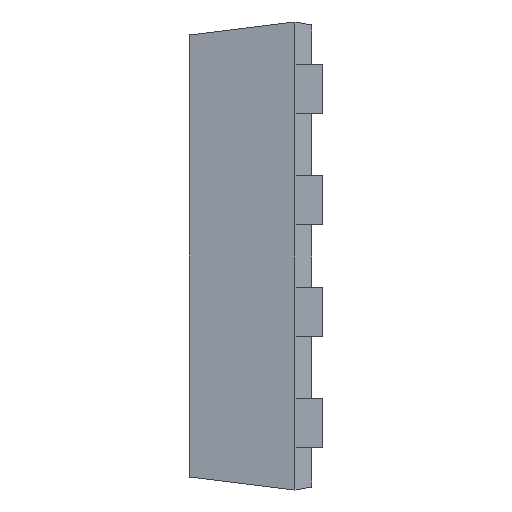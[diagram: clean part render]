
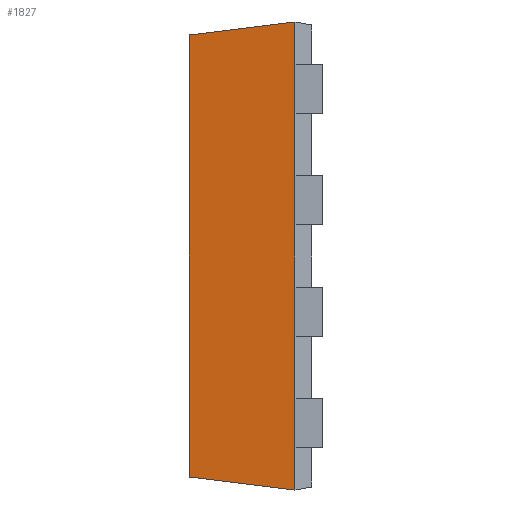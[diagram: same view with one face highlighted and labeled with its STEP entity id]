
A CAD part, left-side view. The second image highlights one B-rep face of the part: STEP entity #1827.
In plain terms, the highlighted planar face has unit normal (-0.993, 0.122, 0).
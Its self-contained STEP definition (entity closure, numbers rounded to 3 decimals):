
#17 = VECTOR ( 'NONE', #1189, 1000. ) ;
#57 = LINE ( 'NONE', #923, #17 ) ;
#88 = DIRECTION ( 'NONE',  ( 0., 0., 1. ) ) ;
#126 = CARTESIAN_POINT ( 'NONE',  ( -0.569, 0.375, 1.019 ) ) ;
#134 = LINE ( 'NONE', #2441, #156 ) ;
#138 = EDGE_CURVE ( 'NONE', #950, #2692, #134, .T. ) ;
#156 = VECTOR ( 'NONE', #88, 1000. ) ;
#160 = DIRECTION ( 'NONE',  ( -0.121, -0.985, -0.121 ) ) ;
#172 = VECTOR ( 'NONE', #1044, 1000. ) ;
#232 = VECTOR ( 'NONE', #1150, 1000. ) ;
#302 = CARTESIAN_POINT ( 'NONE',  ( -0.542, 0.6, 0.992 ) ) ;
#314 = LINE ( 'NONE', #2868, #1295 ) ;
#323 = LINE ( 'NONE', #777, #1370 ) ;
#325 = CARTESIAN_POINT ( 'NONE',  ( -0.6, 0.125, 0.36 ) ) ;
#334 = DIRECTION ( 'NONE',  ( 0.122, 0.993, 0. ) ) ;
#374 = VERTEX_POINT ( 'NONE', #1939 ) ;
#403 = ORIENTED_EDGE ( 'NONE', *, *, #518, .T. ) ;
#424 = ORIENTED_EDGE ( 'NONE', *, *, #2509, .T. ) ;
#518 = EDGE_CURVE ( 'NONE', #789, #662, #2229, .T. ) ;
#552 = VERTEX_POINT ( 'NONE', #2033 ) ;
#594 = EDGE_CURVE ( 'NONE', #2651, #789, #314, .T. ) ;
#614 = EDGE_CURVE ( 'NONE', #552, #1504, #323, .T. ) ;
#657 = EDGE_LOOP ( 'NONE', ( #1637, #1696, #706, #1887, #1773, #424, #1718, #1790, #403, #1440, #1371, #1767 ) ) ;
#662 = VERTEX_POINT ( 'NONE', #1491 ) ;
#706 = ORIENTED_EDGE ( 'NONE', *, *, #2647, .T. ) ;
#777 = CARTESIAN_POINT ( 'NONE',  ( -0.6, 0.125, -1.05 ) ) ;
#778 = VERTEX_POINT ( 'NONE', #927 ) ;
#789 = VERTEX_POINT ( 'NONE', #1313 ) ;
#824 = DIRECTION ( 'NONE',  ( 0., 0., 1. ) ) ;
#866 = CARTESIAN_POINT ( 'NONE',  ( -0.6, 0.125, -1.05 ) ) ;
#923 = CARTESIAN_POINT ( 'NONE',  ( -0.6, 0.125, -1.05 ) ) ;
#927 = CARTESIAN_POINT ( 'NONE',  ( -0.6, 0.125, -0.64 ) ) ;
#950 = VERTEX_POINT ( 'NONE', #1910 ) ;
#952 = VECTOR ( 'NONE', #2684, 1000. ) ;
#992 = CARTESIAN_POINT ( 'NONE',  ( -0.6, 0.125, -1.05 ) ) ;
#1018 = VERTEX_POINT ( 'NONE', #325 ) ;
#1044 = DIRECTION ( 'NONE',  ( 0., 0., 1. ) ) ;
#1056 = VECTOR ( 'NONE', #1204, 1000. ) ;
#1145 = CARTESIAN_POINT ( 'NONE',  ( -0.6, 0.125, -0.36 ) ) ;
#1150 = DIRECTION ( 'NONE',  ( 0., 0., 1. ) ) ;
#1159 = CARTESIAN_POINT ( 'NONE',  ( -0.6, 0.125, -1.05 ) ) ;
#1172 = LINE ( 'NONE', #2690, #172 ) ;
#1179 = CARTESIAN_POINT ( 'NONE',  ( -0.6, 0.125, -0.86 ) ) ;
#1189 = DIRECTION ( 'NONE',  ( 0., 0., 1. ) ) ;
#1202 = DIRECTION ( 'NONE',  ( 0., 0., 1. ) ) ;
#1204 = DIRECTION ( 'NONE',  ( 0., 0., 1. ) ) ;
#1221 = CARTESIAN_POINT ( 'NONE',  ( -0.6, 0.125, 0.64 ) ) ;
#1248 = DIRECTION ( 'NONE',  ( 0., 0., 1. ) ) ;
#1291 = EDGE_CURVE ( 'NONE', #1018, #2651, #57, .T. ) ;
#1295 = VECTOR ( 'NONE', #1202, 1000. ) ;
#1313 = CARTESIAN_POINT ( 'NONE',  ( -0.6, 0.125, 0.86 ) ) ;
#1342 = FACE_OUTER_BOUND ( 'NONE', #657, .T. ) ;
#1369 = LINE ( 'NONE', #1578, #2463 ) ;
#1370 = VECTOR ( 'NONE', #824, 1000. ) ;
#1371 = ORIENTED_EDGE ( 'NONE', *, *, #138, .F. ) ;
#1440 = ORIENTED_EDGE ( 'NONE', *, *, #2554, .T. ) ;
#1491 = CARTESIAN_POINT ( 'NONE',  ( -0.6, 0.125, 1.05 ) ) ;
#1504 = VERTEX_POINT ( 'NONE', #1179 ) ;
#1546 = CARTESIAN_POINT ( 'NONE',  ( -0.6, 0.125, -0.14 ) ) ;
#1578 = CARTESIAN_POINT ( 'NONE',  ( -0.6, 0.125, -1.05 ) ) ;
#1637 = ORIENTED_EDGE ( 'NONE', *, *, #614, .T. ) ;
#1696 = ORIENTED_EDGE ( 'NONE', *, *, #1873, .T. ) ;
#1718 = ORIENTED_EDGE ( 'NONE', *, *, #1291, .T. ) ;
#1729 = VERTEX_POINT ( 'NONE', #1145 ) ;
#1767 = ORIENTED_EDGE ( 'NONE', *, *, #2497, .T. ) ;
#1773 = ORIENTED_EDGE ( 'NONE', *, *, #2766, .T. ) ;
#1790 = ORIENTED_EDGE ( 'NONE', *, *, #594, .T. ) ;
#1827 = ADVANCED_FACE ( 'NONE', ( #1342 ), #1843, .F. ) ;
#1843 = PLANE ( 'NONE',  #1892 ) ;
#1873 = EDGE_CURVE ( 'NONE', #1504, #778, #1369, .T. ) ;
#1887 = ORIENTED_EDGE ( 'NONE', *, *, #2115, .T. ) ;
#1892 = AXIS2_PLACEMENT_3D ( 'NONE', #992, #2074, #334 ) ;
#1910 = CARTESIAN_POINT ( 'NONE',  ( -0.542, 0.6, -0.992 ) ) ;
#1938 = LINE ( 'NONE', #126, #952 ) ;
#1939 = CARTESIAN_POINT ( 'NONE',  ( -0.6, 0.125, 0.14 ) ) ;
#1951 = VECTOR ( 'NONE', #1957, 1000. ) ;
#1957 = DIRECTION ( 'NONE',  ( 0., 0., 1. ) ) ;
#1965 = CARTESIAN_POINT ( 'NONE',  ( -0.6, 0.125, -1.05 ) ) ;
#2004 = DIRECTION ( 'NONE',  ( 0., 0., 1. ) ) ;
#2033 = CARTESIAN_POINT ( 'NONE',  ( -0.6, 0.125, -1.05 ) ) ;
#2051 = LINE ( 'NONE', #2596, #1056 ) ;
#2074 = DIRECTION ( 'NONE',  ( 0.993, -0.122, 0. ) ) ;
#2115 = EDGE_CURVE ( 'NONE', #1729, #2838, #2484, .T. ) ;
#2229 = LINE ( 'NONE', #1965, #232 ) ;
#2441 = CARTESIAN_POINT ( 'NONE',  ( -0.542, 0.6, -1.05 ) ) ;
#2463 = VECTOR ( 'NONE', #1248, 1000. ) ;
#2484 = LINE ( 'NONE', #1159, #2534 ) ;
#2497 = EDGE_CURVE ( 'NONE', #950, #552, #2907, .T. ) ;
#2509 = EDGE_CURVE ( 'NONE', #374, #1018, #2917, .T. ) ;
#2534 = VECTOR ( 'NONE', #2004, 1000. ) ;
#2554 = EDGE_CURVE ( 'NONE', #662, #2692, #1938, .T. ) ;
#2596 = CARTESIAN_POINT ( 'NONE',  ( -0.6, 0.125, -1.05 ) ) ;
#2647 = EDGE_CURVE ( 'NONE', #778, #1729, #2051, .T. ) ;
#2651 = VERTEX_POINT ( 'NONE', #1221 ) ;
#2684 = DIRECTION ( 'NONE',  ( 0.121, 0.985, -0.121 ) ) ;
#2690 = CARTESIAN_POINT ( 'NONE',  ( -0.6, 0.125, -1.05 ) ) ;
#2692 = VERTEX_POINT ( 'NONE', #302 ) ;
#2766 = EDGE_CURVE ( 'NONE', #2838, #374, #1172, .T. ) ;
#2838 = VERTEX_POINT ( 'NONE', #1546 ) ;
#2868 = CARTESIAN_POINT ( 'NONE',  ( -0.6, 0.125, -1.05 ) ) ;
#2886 = CARTESIAN_POINT ( 'NONE',  ( -0.6, 0.125, -1.05 ) ) ;
#2907 = LINE ( 'NONE', #866, #2912 ) ;
#2912 = VECTOR ( 'NONE', #160, 1000. ) ;
#2917 = LINE ( 'NONE', #2886, #1951 ) ;
